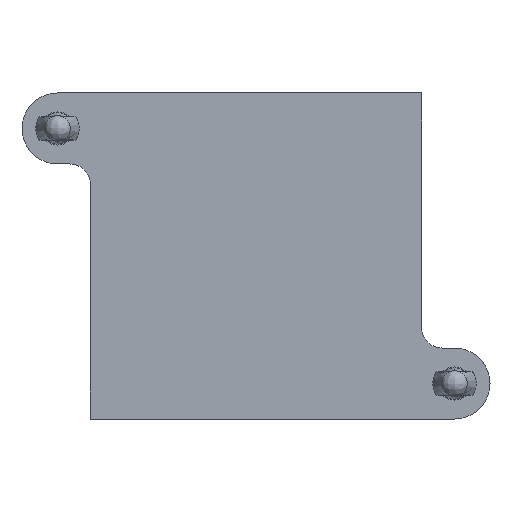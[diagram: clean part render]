
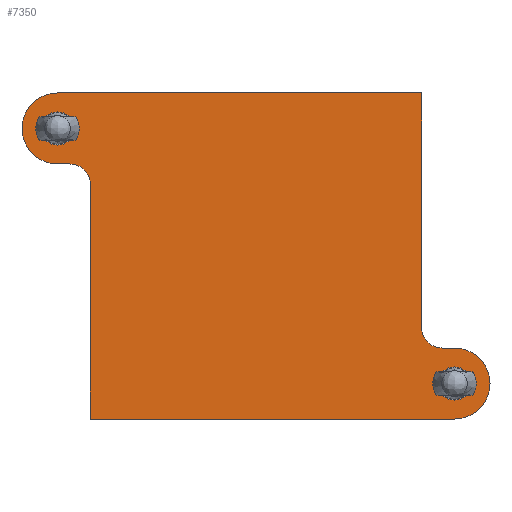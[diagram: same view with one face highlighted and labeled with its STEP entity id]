
A CAD part, front view. The second image highlights one B-rep face of the part: STEP entity #7350.
In plain terms, the highlighted planar face has unit normal (0, -1, 0).
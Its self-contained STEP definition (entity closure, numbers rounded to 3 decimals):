
#49 = VERTEX_POINT('',#50);
#50 = CARTESIAN_POINT('',(17.325,0.,-12.321));
#68 = VERTEX_POINT('',#69);
#69 = CARTESIAN_POINT('',(20.525,0.,-12.321));
#75 = EDGE_CURVE('',#68,#49,#76,.T.);
#76 = CIRCLE('',#77,1.6);
#77 = AXIS2_PLACEMENT_3D('',#78,#79,#80);
#78 = CARTESIAN_POINT('',(18.925,0.,-12.321));
#79 = DIRECTION('',(0.,1.,0.));
#80 = DIRECTION('',(-1.,0.,0.));
#91 = VERTEX_POINT('',#92);
#92 = CARTESIAN_POINT('',(-21.025,0.,12.321));
#110 = VERTEX_POINT('',#111);
#111 = CARTESIAN_POINT('',(-17.825,0.,12.321));
#117 = EDGE_CURVE('',#110,#91,#118,.T.);
#118 = CIRCLE('',#119,1.6);
#119 = AXIS2_PLACEMENT_3D('',#120,#121,#122);
#120 = CARTESIAN_POINT('',(-19.425,0.,12.321));
#121 = DIRECTION('',(0.,1.,0.));
#122 = DIRECTION('',(-1.,0.,0.));
#132 = EDGE_CURVE('',#133,#135,#137,.T.);
#133 = VERTEX_POINT('',#134);
#134 = CARTESIAN_POINT('',(-22.854,0.,12.321));
#135 = VERTEX_POINT('',#136);
#136 = CARTESIAN_POINT('',(-19.425,0.,8.892));
#137 = CIRCLE('',#138,3.429);
#138 = AXIS2_PLACEMENT_3D('',#139,#140,#141);
#139 = CARTESIAN_POINT('',(-19.425,0.,12.321));
#140 = DIRECTION('',(0.,-1.,-0.));
#141 = DIRECTION('',(-1.,0.,0.));
#7325 = VERTEX_POINT('',#7326);
#7326 = CARTESIAN_POINT('',(18.925,0.,-15.75));
#7332 = EDGE_CURVE('',#7333,#7325,#7335,.T.);
#7333 = VERTEX_POINT('',#7334);
#7334 = CARTESIAN_POINT('',(-16.25,0.,-15.75));
#7335 = LINE('',#7336,#7337);
#7336 = CARTESIAN_POINT('',(-25.,0.,-15.75));
#7337 = VECTOR('',#7338,1.);
#7338 = DIRECTION('',(1.,0.,0.));
#7350 = ADVANCED_FACE('',(#7351,#7361,#7371),#7447,.F.);
#7351 = FACE_BOUND('',#7352,.T.);
#7352 = EDGE_LOOP('',(#7353,#7360));
#7353 = ORIENTED_EDGE('',*,*,#7354,.T.);
#7354 = EDGE_CURVE('',#91,#110,#7355,.T.);
#7355 = CIRCLE('',#7356,1.6);
#7356 = AXIS2_PLACEMENT_3D('',#7357,#7358,#7359);
#7357 = CARTESIAN_POINT('',(-19.425,0.,12.321));
#7358 = DIRECTION('',(0.,1.,0.));
#7359 = DIRECTION('',(-1.,0.,0.));
#7360 = ORIENTED_EDGE('',*,*,#117,.T.);
#7361 = FACE_BOUND('',#7362,.T.);
#7362 = EDGE_LOOP('',(#7363,#7370));
#7363 = ORIENTED_EDGE('',*,*,#7364,.T.);
#7364 = EDGE_CURVE('',#49,#68,#7365,.T.);
#7365 = CIRCLE('',#7366,1.6);
#7366 = AXIS2_PLACEMENT_3D('',#7367,#7368,#7369);
#7367 = CARTESIAN_POINT('',(18.925,0.,-12.321));
#7368 = DIRECTION('',(0.,1.,0.));
#7369 = DIRECTION('',(-1.,0.,0.));
#7370 = ORIENTED_EDGE('',*,*,#75,.T.);
#7371 = FACE_BOUND('',#7372,.T.);
#7372 = EDGE_LOOP('',(#7373,#7384,#7392,#7400,#7407,#7408,#7416,#7425,
    #7431,#7432,#7441));
#7373 = ORIENTED_EDGE('',*,*,#7374,.T.);
#7374 = EDGE_CURVE('',#7375,#7377,#7379,.T.);
#7375 = VERTEX_POINT('',#7376);
#7376 = CARTESIAN_POINT('',(17.75,0.,-8.892));
#7377 = VERTEX_POINT('',#7378);
#7378 = CARTESIAN_POINT('',(15.75,0.,-6.892));
#7379 = CIRCLE('',#7380,2.);
#7380 = AXIS2_PLACEMENT_3D('',#7381,#7382,#7383);
#7381 = CARTESIAN_POINT('',(17.75,0.,-6.892));
#7382 = DIRECTION('',(0.,1.,0.));
#7383 = DIRECTION('',(-1.,0.,0.));
#7384 = ORIENTED_EDGE('',*,*,#7385,.T.);
#7385 = EDGE_CURVE('',#7377,#7386,#7388,.T.);
#7386 = VERTEX_POINT('',#7387);
#7387 = CARTESIAN_POINT('',(15.75,0.,15.75));
#7388 = LINE('',#7389,#7390);
#7389 = CARTESIAN_POINT('',(15.75,0.,15.75));
#7390 = VECTOR('',#7391,1.);
#7391 = DIRECTION('',(0.,-0.,1.));
#7392 = ORIENTED_EDGE('',*,*,#7393,.F.);
#7393 = EDGE_CURVE('',#7394,#7386,#7396,.T.);
#7394 = VERTEX_POINT('',#7395);
#7395 = CARTESIAN_POINT('',(-19.425,0.,15.75));
#7396 = LINE('',#7397,#7398);
#7397 = CARTESIAN_POINT('',(-25.,0.,15.75));
#7398 = VECTOR('',#7399,1.);
#7399 = DIRECTION('',(1.,0.,0.));
#7400 = ORIENTED_EDGE('',*,*,#7401,.T.);
#7401 = EDGE_CURVE('',#7394,#133,#7402,.T.);
#7402 = CIRCLE('',#7403,3.429);
#7403 = AXIS2_PLACEMENT_3D('',#7404,#7405,#7406);
#7404 = CARTESIAN_POINT('',(-19.425,0.,12.321));
#7405 = DIRECTION('',(0.,-1.,-0.));
#7406 = DIRECTION('',(-1.,0.,0.));
#7407 = ORIENTED_EDGE('',*,*,#132,.T.);
#7408 = ORIENTED_EDGE('',*,*,#7409,.T.);
#7409 = EDGE_CURVE('',#135,#7410,#7412,.T.);
#7410 = VERTEX_POINT('',#7411);
#7411 = CARTESIAN_POINT('',(-18.25,0.,8.892));
#7412 = LINE('',#7413,#7414);
#7413 = CARTESIAN_POINT('',(-19.425,0.,8.892));
#7414 = VECTOR('',#7415,1.);
#7415 = DIRECTION('',(1.,0.,0.));
#7416 = ORIENTED_EDGE('',*,*,#7417,.T.);
#7417 = EDGE_CURVE('',#7410,#7418,#7420,.T.);
#7418 = VERTEX_POINT('',#7419);
#7419 = CARTESIAN_POINT('',(-16.25,0.,6.892));
#7420 = CIRCLE('',#7421,2.);
#7421 = AXIS2_PLACEMENT_3D('',#7422,#7423,#7424);
#7422 = CARTESIAN_POINT('',(-18.25,0.,6.892));
#7423 = DIRECTION('',(0.,1.,0.));
#7424 = DIRECTION('',(-1.,0.,0.));
#7425 = ORIENTED_EDGE('',*,*,#7426,.T.);
#7426 = EDGE_CURVE('',#7418,#7333,#7427,.T.);
#7427 = LINE('',#7428,#7429);
#7428 = CARTESIAN_POINT('',(-16.25,0.,-15.75));
#7429 = VECTOR('',#7430,1.);
#7430 = DIRECTION('',(0.,-0.,-1.));
#7431 = ORIENTED_EDGE('',*,*,#7332,.T.);
#7432 = ORIENTED_EDGE('',*,*,#7433,.T.);
#7433 = EDGE_CURVE('',#7325,#7434,#7436,.T.);
#7434 = VERTEX_POINT('',#7435);
#7435 = CARTESIAN_POINT('',(18.925,0.,-8.892));
#7436 = CIRCLE('',#7437,3.429);
#7437 = AXIS2_PLACEMENT_3D('',#7438,#7439,#7440);
#7438 = CARTESIAN_POINT('',(18.925,0.,-12.321));
#7439 = DIRECTION('',(0.,-1.,-0.));
#7440 = DIRECTION('',(-1.,0.,0.));
#7441 = ORIENTED_EDGE('',*,*,#7442,.T.);
#7442 = EDGE_CURVE('',#7434,#7375,#7443,.T.);
#7443 = LINE('',#7444,#7445);
#7444 = CARTESIAN_POINT('',(18.925,0.,-8.892));
#7445 = VECTOR('',#7446,1.);
#7446 = DIRECTION('',(-1.,0.,0.));
#7447 = PLANE('',#7448);
#7448 = AXIS2_PLACEMENT_3D('',#7449,#7450,#7451);
#7449 = CARTESIAN_POINT('',(-25.,0.,15.75));
#7450 = DIRECTION('',(0.,1.,0.));
#7451 = DIRECTION('',(-1.,0.,0.));
